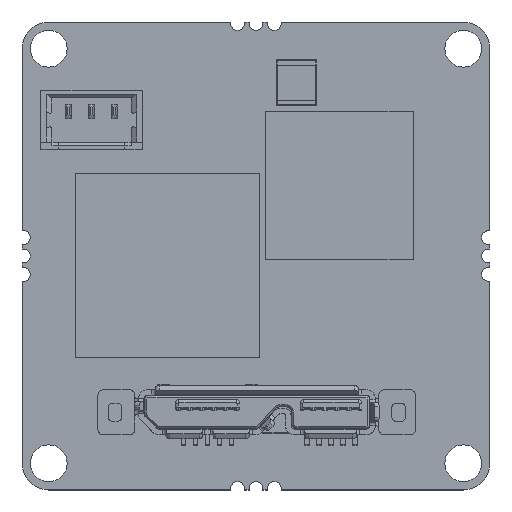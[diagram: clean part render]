
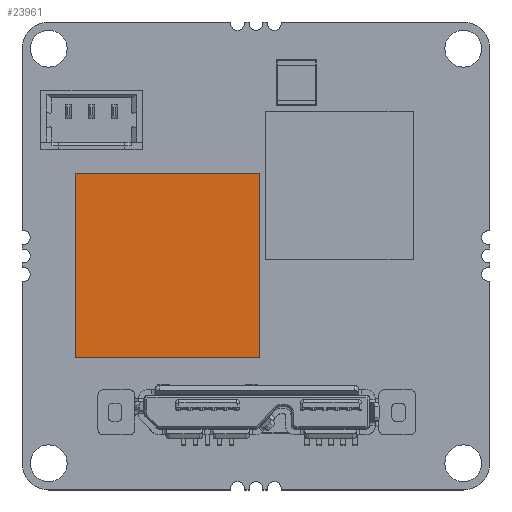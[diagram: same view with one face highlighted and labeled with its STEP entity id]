
A CAD part, top view. The second image highlights one B-rep face of the part: STEP entity #23961.
In plain terms, the highlighted planar face has unit normal (0, 0, 1).
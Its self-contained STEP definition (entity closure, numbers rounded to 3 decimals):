
#1718=LINE('',#68554,#4207);
#1721=LINE('',#68560,#4210);
#1724=LINE('',#68566,#4213);
#1727=LINE('',#68572,#4216);
#4207=VECTOR('',#58043,1.);
#4210=VECTOR('',#58048,1.);
#4213=VECTOR('',#58053,1.);
#4216=VECTOR('',#58058,1.);
#21533=PLANE('',#51245);
#23961=ADVANCED_FACE('',(#26762),#21533,.F.);
#26762=FACE_OUTER_BOUND('',#28756,.T.);
#28756=EDGE_LOOP('',(#35684,#35685,#35686,#35687));
#35684=ORIENTED_EDGE('',*,*,#45807,.F.);
#35685=ORIENTED_EDGE('',*,*,#45804,.F.);
#35686=ORIENTED_EDGE('',*,*,#45801,.F.);
#35687=ORIENTED_EDGE('',*,*,#45798,.F.);
#41857=VERTEX_POINT('',#68553);
#41858=VERTEX_POINT('',#68555);
#41860=VERTEX_POINT('',#68561);
#41862=VERTEX_POINT('',#68567);
#45798=EDGE_CURVE('',#41857,#41858,#1718,.T.);
#45801=EDGE_CURVE('',#41858,#41860,#1721,.T.);
#45804=EDGE_CURVE('',#41860,#41862,#1724,.T.);
#45807=EDGE_CURVE('',#41862,#41857,#1727,.T.);
#51245=AXIS2_PLACEMENT_3D('',#68576,#58064,#58065);
#58043=DIRECTION('',(-1.,0.,0.));
#58048=DIRECTION('',(0.,1.,0.));
#58053=DIRECTION('',(1.,0.,0.));
#58058=DIRECTION('',(0.,-1.,0.));
#58064=DIRECTION('',(0.,0.,-1.));
#58065=DIRECTION('',(-1.,0.,0.));
#68553=CARTESIAN_POINT('',(0.2,-5.5,1.2));
#68554=CARTESIAN_POINT('',(0.2,-5.5,1.2));
#68555=CARTESIAN_POINT('',(-9.8,-5.5,1.2));
#68560=CARTESIAN_POINT('',(-9.8,-5.5,1.2));
#68561=CARTESIAN_POINT('',(-9.8,4.5,1.2));
#68566=CARTESIAN_POINT('',(-9.8,4.5,1.2));
#68567=CARTESIAN_POINT('',(0.2,4.5,1.2));
#68572=CARTESIAN_POINT('',(0.2,4.5,1.2));
#68576=CARTESIAN_POINT('',(-4.8,-0.5,1.2));
